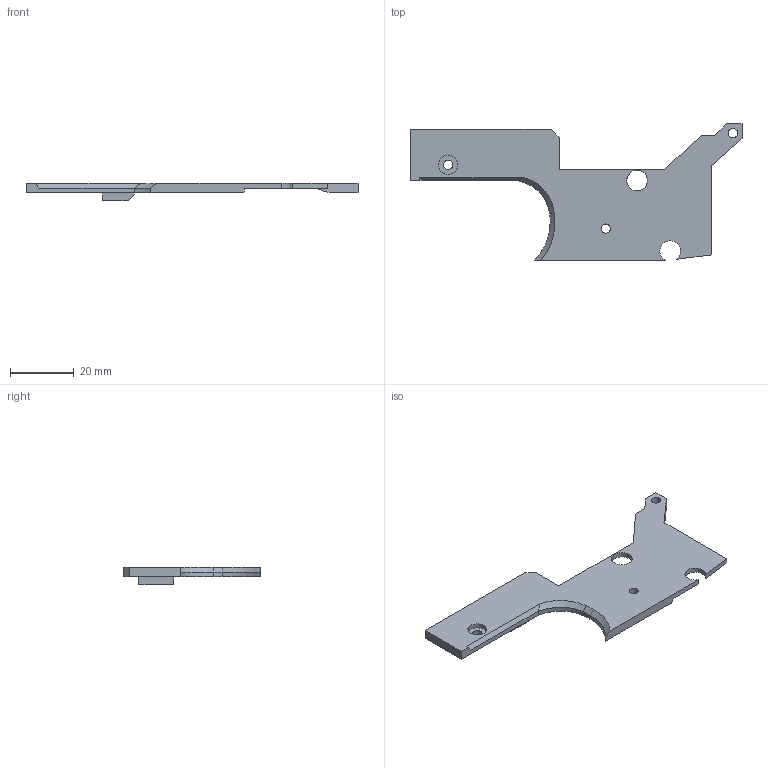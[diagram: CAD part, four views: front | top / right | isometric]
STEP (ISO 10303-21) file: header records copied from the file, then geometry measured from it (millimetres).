
FILE_DESCRIPTION(/* description */ (''),/* implementation_level */ '2;1');
FILE_NAME(/* name */ 'shirdalgripcover v28.step',/* time_stamp */ '2022-11-20T14:57:28-05:00',/* author */ (''),/* organization */ (''),/* preprocessor_version */ 'ST-DEVELOPER v19.2',/* originating_system */ 'Autodesk Translation Framework v11.17.0.187',/* authorisation */ '');
FILE_SCHEMA (('AUTOMOTIVE_DESIGN { 1 0 10303 214 3 1 1 }'));
Length unit declared in the file: millimetre
Products named in the file (1): shirdalgripcover
Bounding box: 104.25 x 43 x 5.5 mm (x, y, z)
Volume: 5615.7 mm3; surface area: 5734.9 mm2
Topology: 1 solids, 1 shells, 53 faces, 143 edges, 93 vertices
Faces by surface type: plane 37, cylinder 11, bspline 4, cone 1
Full cylindrical faces by diameter (mm): 2.9 x2, 3 x1, 6 x1, 6.5 x3
Entity records: 1803 total; most frequent: CARTESIAN_POINT 419, ORIENTED_EDGE 286, DIRECTION 262, EDGE_CURVE 143, LINE 104, VECTOR 104, VERTEX_POINT 93, AXIS2_PLACEMENT_3D 79
